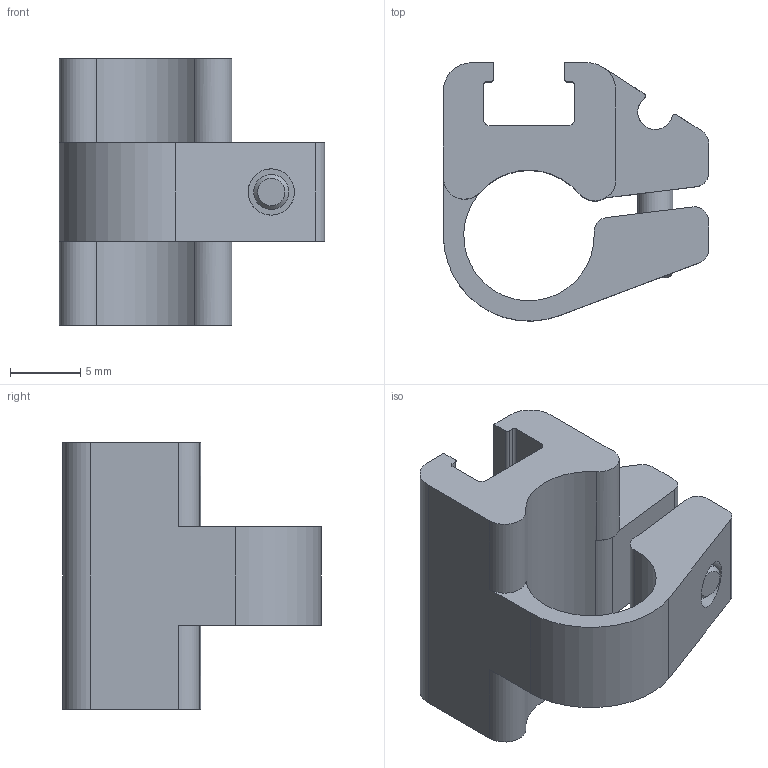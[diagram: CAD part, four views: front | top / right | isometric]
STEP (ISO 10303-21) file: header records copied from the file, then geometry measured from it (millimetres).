
FILE_DESCRIPTION(/* description */ ('STEP AP214'),/* implementation_level */ '2;1');
FILE_NAME(/* name */ '175091_SMBR-8-8',/* time_stamp */ '2024-09-10T11:12:32+02:00',/* author */ ('License CC BY-ND 4.0'),/* organization */ ('CADENAS'),/* preprocessor_version */ 'ST-DEVELOPER v19.3',/* originating_system */ 'PARTsolutions',/* authorisation */ ' ');
FILE_SCHEMA (('AUTOMOTIVE_DESIGN {1 0 10303 214 3 1 1}'));
Length unit declared in the file: millimetre
Products named in the file (1): 175091 SMBR-8-8
Bounding box: 18.9 x 18.4 x 19 mm (x, y, z)
Volume: 2142.9 mm3; surface area: 2012 mm2
Topology: 1 solids, 1 shells, 72 faces, 194 edges, 129 vertices
Faces by surface type: plane 37, cylinder 32, cone 3
Full cylindrical faces by diameter (mm): 2.5 x2, 3.3 x3, 5 x1
Entity records: 2246 total; most frequent: CARTESIAN_POINT 415, DIRECTION 390, ORIENTED_EDGE 360, EDGE_CURVE 180, AXIS2_PLACEMENT_3D 147, VERTEX_POINT 124, LINE 96, VECTOR 96
